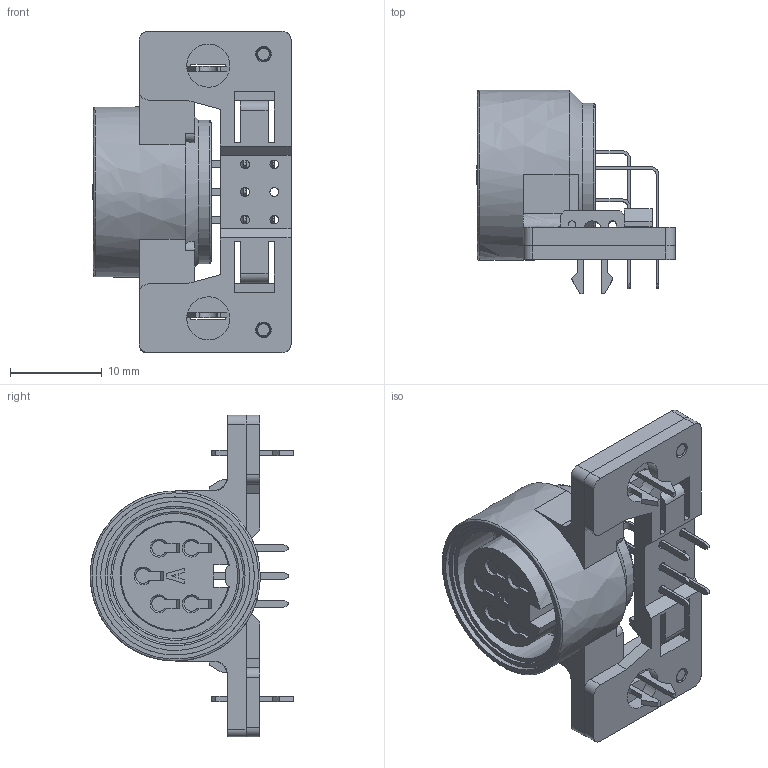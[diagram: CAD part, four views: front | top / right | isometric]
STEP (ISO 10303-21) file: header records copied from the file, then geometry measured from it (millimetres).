
FILE_DESCRIPTION((''),'2;1');
FILE_NAME('T_3363_218.stp','2014-12-08T11:03:51',( 'User'),('SDRC'),'I-DEAS Master Series','UNIX','Yes');
FILE_SCHEMA(('CONFIG_CONTROL_DESIGN', 'GEOMETRIC_VALIDATION_PROPERTIES_MIM','SHAPE_APPEARANCE_LAYER_MIM'));
Length unit declared in the file: millimetre
Assembly tree (10 placements, depth 0):
Bounding box: 21.55 x 22.15 x 35 mm (x, y, z)
Volume: 3771.6 mm3; surface area: 5159.2 mm2
Topology: 10 solids, 10 shells, 459 faces, 1250 edges, 823 vertices
Faces by surface type: bspline 459
Entity records: 14293 total; most frequent: CARTESIAN_POINT 6033, ORIENTED_EDGE 2068, EDGE_CURVE 1034, VERTEX_POINT 679, OVER_RIDING_STYLED_ITEM 653, QUASI_UNIFORM_CURVE 460, EDGE_LOOP 433, FACE_OUTER_BOUND 383
